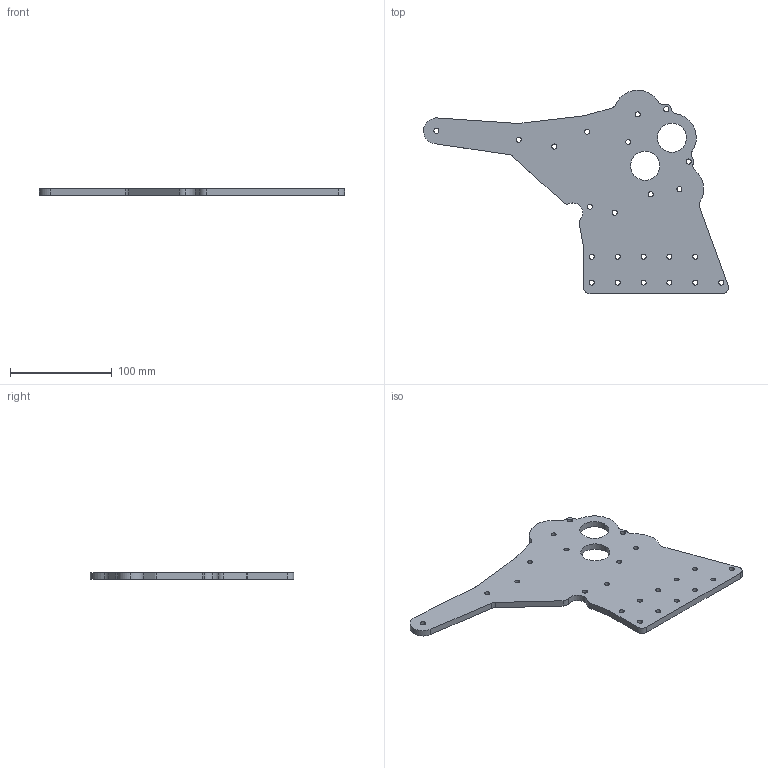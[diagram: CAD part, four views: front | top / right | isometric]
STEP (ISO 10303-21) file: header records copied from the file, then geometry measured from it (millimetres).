
FILE_DESCRIPTION (( 'STEP AP214' ), '1' );
FILE_NAME ('599-24-season-ID-P-0002.STEP', '2024-01-31T00:39:21', ( '' ), ( '' ), 'SwSTEP 2.0', 'SolidWorks 2023', '' );
FILE_SCHEMA (( 'AUTOMOTIVE_DESIGN' ));
Length unit declared in the file: inch
Products named in the file (1): 599-24-season-ID-P-0002
Bounding box: 299.25 x 199.81 x 6.35 mm (x, y, z)
Volume: 173860.8 mm3; surface area: 63749.8 mm2
Topology: 1 solids, 1 shells, 89 faces, 261 edges, 174 vertices
Faces by surface type: cylinder 78, plane 11
Entity records: 3178 total; most frequent: DIRECTION 597, CARTESIAN_POINT 525, ORIENTED_EDGE 522, EDGE_CURVE 261, AXIS2_PLACEMENT_3D 246, VERTEX_POINT 174, CIRCLE 156, EDGE_LOOP 139
